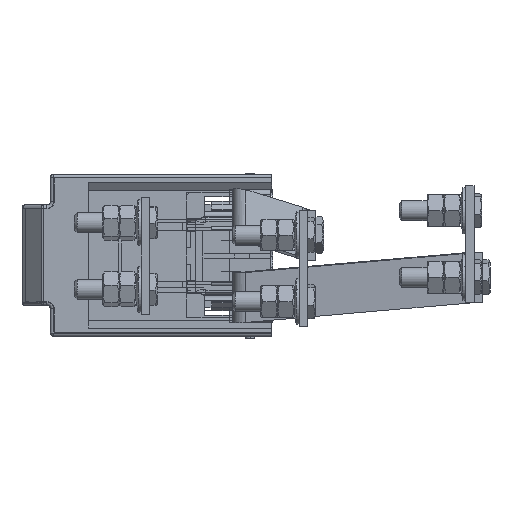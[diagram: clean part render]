
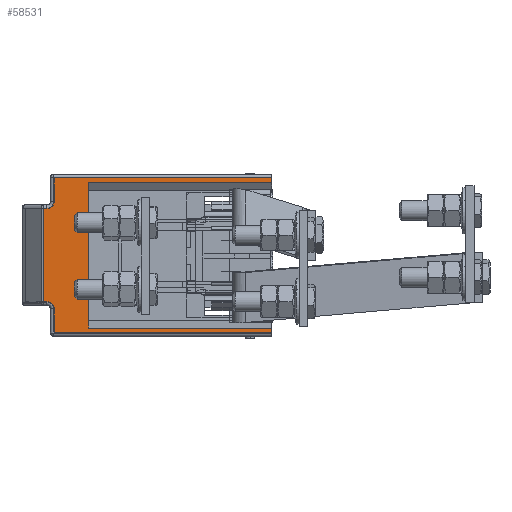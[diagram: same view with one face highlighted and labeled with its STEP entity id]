
A CAD part, left-side view. The second image highlights one B-rep face of the part: STEP entity #58531.
In plain terms, the highlighted planar face has unit normal (-1, 0, 0).
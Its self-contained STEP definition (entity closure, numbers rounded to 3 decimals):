
#933 = CARTESIAN_POINT ( 'NONE',  ( -63.348, -0.5, -3.25 ) ) ;
#1098 = EDGE_CURVE ( 'NONE', #3176, #58391, #14677, .T. ) ;
#1979 = FACE_OUTER_BOUND ( 'NONE', #39362, .T. ) ;
#2025 = CARTESIAN_POINT ( 'NONE',  ( -63.348, 130.5, 87.25 ) ) ;
#3176 = VERTEX_POINT ( 'NONE', #23744 ) ;
#3458 = VERTEX_POINT ( 'NONE', #34288 ) ;
#3773 = CARTESIAN_POINT ( 'NONE',  ( -63.348, -0.5, 84.25 ) ) ;
#4012 = ORIENTED_EDGE ( 'NONE', *, *, #27473, .F. ) ;
#4170 = CARTESIAN_POINT ( 'NONE',  ( -63.348, 132.5, 87.25 ) ) ;
#4492 = VERTEX_POINT ( 'NONE', #59978 ) ;
#5126 = DIRECTION ( 'NONE',  ( 0., 0., 1. ) ) ;
#5697 = CARTESIAN_POINT ( 'NONE',  ( -63.348, -0.5, 84.25 ) ) ;
#7326 = VECTOR ( 'NONE', #66944, 1000. ) ;
#9120 = DIRECTION ( 'NONE',  ( 0., 0., -1. ) ) ;
#10303 = DIRECTION ( 'NONE',  ( -1., 0., 0. ) ) ;
#10718 = DIRECTION ( 'NONE',  ( 0., 1., 0. ) ) ;
#11207 = DIRECTION ( 'NONE',  ( 0., 0., -1. ) ) ;
#11916 = VECTOR ( 'NONE', #84252, 1000. ) ;
#12066 = AXIS2_PLACEMENT_3D ( 'NONE', #49338, #10303, #55839 ) ;
#12569 = ORIENTED_EDGE ( 'NONE', *, *, #52336, .F. ) ;
#13454 = EDGE_CURVE ( 'NONE', #34045, #68100, #59095, .T. ) ;
#14677 = LINE ( 'NONE', #48400, #31982 ) ;
#17081 = CARTESIAN_POINT ( 'NONE',  ( -63.348, -0.5, 87.25 ) ) ;
#17869 = PLANE ( 'NONE',  #68557 ) ;
#19888 = CARTESIAN_POINT ( 'NONE',  ( -63.348, 136.672, 12.25 ) ) ;
#19917 = CARTESIAN_POINT ( 'NONE',  ( -63.348, -0.5, -3.25 ) ) ;
#20650 = VECTOR ( 'NONE', #10718, 1000. ) ;
#22001 = DIRECTION ( 'NONE',  ( 0., -1., 0. ) ) ;
#22824 = VECTOR ( 'NONE', #33654, 1000. ) ;
#23744 = CARTESIAN_POINT ( 'NONE',  ( -63.348, 109.5, 84.25 ) ) ;
#23994 = CARTESIAN_POINT ( 'NONE',  ( -63.348, 134.5, 12.25 ) ) ;
#25333 = LINE ( 'NONE', #32988, #77368 ) ;
#26254 = EDGE_CURVE ( 'NONE', #38974, #65209, #65669, .T. ) ;
#27473 = EDGE_CURVE ( 'NONE', #32525, #59364, #25333, .T. ) ;
#27940 = DIRECTION ( 'NONE',  ( 0., 1., 0. ) ) ;
#28744 = LINE ( 'NONE', #60365, #7326 ) ;
#30498 = ORIENTED_EDGE ( 'NONE', *, *, #55496, .T. ) ;
#30927 = DIRECTION ( 'NONE',  ( 0., 0., -1. ) ) ;
#31982 = VECTOR ( 'NONE', #9120, 1000. ) ;
#32525 = VERTEX_POINT ( 'NONE', #19917 ) ;
#32988 = CARTESIAN_POINT ( 'NONE',  ( -63.348, -0.5, 89.25 ) ) ;
#33166 = LINE ( 'NONE', #73531, #81131 ) ;
#33654 = DIRECTION ( 'NONE',  ( 0., -1., 0. ) ) ;
#34045 = VERTEX_POINT ( 'NONE', #17081 ) ;
#34288 = CARTESIAN_POINT ( 'NONE',  ( -63.348, 130.5, -6.25 ) ) ;
#36229 = VECTOR ( 'NONE', #11207, 1000. ) ;
#37213 = EDGE_CURVE ( 'NONE', #80786, #38625, #61911, .T. ) ;
#37486 = DIRECTION ( 'NONE',  ( 0., 0., 1. ) ) ;
#37650 = VECTOR ( 'NONE', #49350, 1000. ) ;
#38532 = CARTESIAN_POINT ( 'NONE',  ( -63.348, 136.672, 68.75 ) ) ;
#38625 = VERTEX_POINT ( 'NONE', #23994 ) ;
#38658 = EDGE_CURVE ( 'NONE', #59924, #45898, #53538, .T. ) ;
#38974 = VERTEX_POINT ( 'NONE', #2025 ) ;
#39105 = ORIENTED_EDGE ( 'NONE', *, *, #40628, .T. ) ;
#39362 = EDGE_LOOP ( 'NONE', ( #62161, #45755, #60982, #55440, #52292, #65646, #12569, #39105, #50371, #59765, #64620, #48256, #30498, #4012 ) ) ;
#39816 = EDGE_CURVE ( 'NONE', #45898, #38625, #81293, .T. ) ;
#40163 = LINE ( 'NONE', #933, #22824 ) ;
#40628 = EDGE_CURVE ( 'NONE', #4492, #59924, #33166, .T. ) ;
#43673 = CARTESIAN_POINT ( 'NONE',  ( -63.348, 136.672, 70.75 ) ) ;
#43760 = CARTESIAN_POINT ( 'NONE',  ( -63.348, -0.5, 70.75 ) ) ;
#44160 = DIRECTION ( 'NONE',  ( -1., 0., 0. ) ) ;
#45755 = ORIENTED_EDGE ( 'NONE', *, *, #1098, .F. ) ;
#45898 = VERTEX_POINT ( 'NONE', #19888 ) ;
#47241 = EDGE_CURVE ( 'NONE', #68100, #3176, #59013, .T. ) ;
#48256 = ORIENTED_EDGE ( 'NONE', *, *, #80193, .T. ) ;
#48400 = CARTESIAN_POINT ( 'NONE',  ( -63.348, 109.5, -3.25 ) ) ;
#49338 = CARTESIAN_POINT ( 'NONE',  ( -63.348, 134.5, 72.75 ) ) ;
#49350 = DIRECTION ( 'NONE',  ( 0., 1., 0. ) ) ;
#50371 = ORIENTED_EDGE ( 'NONE', *, *, #38658, .T. ) ;
#52292 = ORIENTED_EDGE ( 'NONE', *, *, #62491, .T. ) ;
#52336 = EDGE_CURVE ( 'NONE', #4492, #65209, #70740, .T. ) ;
#53538 = LINE ( 'NONE', #43673, #36229 ) ;
#54436 = CARTESIAN_POINT ( 'NONE',  ( -63.348, -0.5, -6.25 ) ) ;
#55409 = CARTESIAN_POINT ( 'NONE',  ( -63.348, 130.5, 8.25 ) ) ;
#55440 = ORIENTED_EDGE ( 'NONE', *, *, #13454, .F. ) ;
#55496 = EDGE_CURVE ( 'NONE', #3458, #59364, #72337, .T. ) ;
#55839 = DIRECTION ( 'NONE',  ( 0., 0., 1. ) ) ;
#56801 = CARTESIAN_POINT ( 'NONE',  ( -63.348, 130.5, 70.75 ) ) ;
#57967 = CARTESIAN_POINT ( 'NONE',  ( -63.348, 132.5, 12.25 ) ) ;
#58391 = VERTEX_POINT ( 'NONE', #67961 ) ;
#58531 = ADVANCED_FACE ( 'NONE', ( #1979 ), #17869, .T. ) ;
#59013 = LINE ( 'NONE', #3773, #37650 ) ;
#59095 = LINE ( 'NONE', #76143, #74430 ) ;
#59364 = VERTEX_POINT ( 'NONE', #76832 ) ;
#59765 = ORIENTED_EDGE ( 'NONE', *, *, #39816, .T. ) ;
#59924 = VERTEX_POINT ( 'NONE', #38532 ) ;
#59978 = CARTESIAN_POINT ( 'NONE',  ( -63.348, 134.5, 68.75 ) ) ;
#60365 = CARTESIAN_POINT ( 'NONE',  ( -63.348, 130.5, -8.25 ) ) ;
#60982 = ORIENTED_EDGE ( 'NONE', *, *, #47241, .F. ) ;
#61615 = EDGE_CURVE ( 'NONE', #58391, #32525, #40163, .T. ) ;
#61911 = CIRCLE ( 'NONE', #81036, 4. ) ;
#62161 = ORIENTED_EDGE ( 'NONE', *, *, #61615, .F. ) ;
#62491 = EDGE_CURVE ( 'NONE', #34045, #38974, #72612, .T. ) ;
#63257 = DIRECTION ( 'NONE',  ( 0., 0., -1. ) ) ;
#64620 = ORIENTED_EDGE ( 'NONE', *, *, #37213, .F. ) ;
#65209 = VERTEX_POINT ( 'NONE', #65605 ) ;
#65605 = CARTESIAN_POINT ( 'NONE',  ( -63.348, 130.5, 72.75 ) ) ;
#65646 = ORIENTED_EDGE ( 'NONE', *, *, #26254, .T. ) ;
#65669 = LINE ( 'NONE', #56801, #83064 ) ;
#66944 = DIRECTION ( 'NONE',  ( 0., 0., -1. ) ) ;
#67961 = CARTESIAN_POINT ( 'NONE',  ( -63.348, 109.5, -3.25 ) ) ;
#68100 = VERTEX_POINT ( 'NONE', #5697 ) ;
#68198 = VECTOR ( 'NONE', #22001, 1000. ) ;
#68557 = AXIS2_PLACEMENT_3D ( 'NONE', #43760, #76545, #37486 ) ;
#70740 = CIRCLE ( 'NONE', #12066, 4. ) ;
#72337 = LINE ( 'NONE', #54436, #68198 ) ;
#72612 = LINE ( 'NONE', #4170, #20650 ) ;
#73531 = CARTESIAN_POINT ( 'NONE',  ( -63.348, 137.5, 68.75 ) ) ;
#74430 = VECTOR ( 'NONE', #63257, 1000. ) ;
#76143 = CARTESIAN_POINT ( 'NONE',  ( -63.348, -0.5, 89.25 ) ) ;
#76545 = DIRECTION ( 'NONE',  ( -1., 0., 0. ) ) ;
#76832 = CARTESIAN_POINT ( 'NONE',  ( -63.348, -0.5, -6.25 ) ) ;
#77368 = VECTOR ( 'NONE', #78606, 1000. ) ;
#78606 = DIRECTION ( 'NONE',  ( 0., 0., -1. ) ) ;
#80193 = EDGE_CURVE ( 'NONE', #80786, #3458, #28744, .T. ) ;
#80786 = VERTEX_POINT ( 'NONE', #55409 ) ;
#81036 = AXIS2_PLACEMENT_3D ( 'NONE', #83234, #44160, #5126 ) ;
#81131 = VECTOR ( 'NONE', #27940, 1000. ) ;
#81293 = LINE ( 'NONE', #57967, #11916 ) ;
#83064 = VECTOR ( 'NONE', #30927, 1000. ) ;
#83234 = CARTESIAN_POINT ( 'NONE',  ( -63.348, 134.5, 8.25 ) ) ;
#84252 = DIRECTION ( 'NONE',  ( 0., -1., 0. ) ) ;
